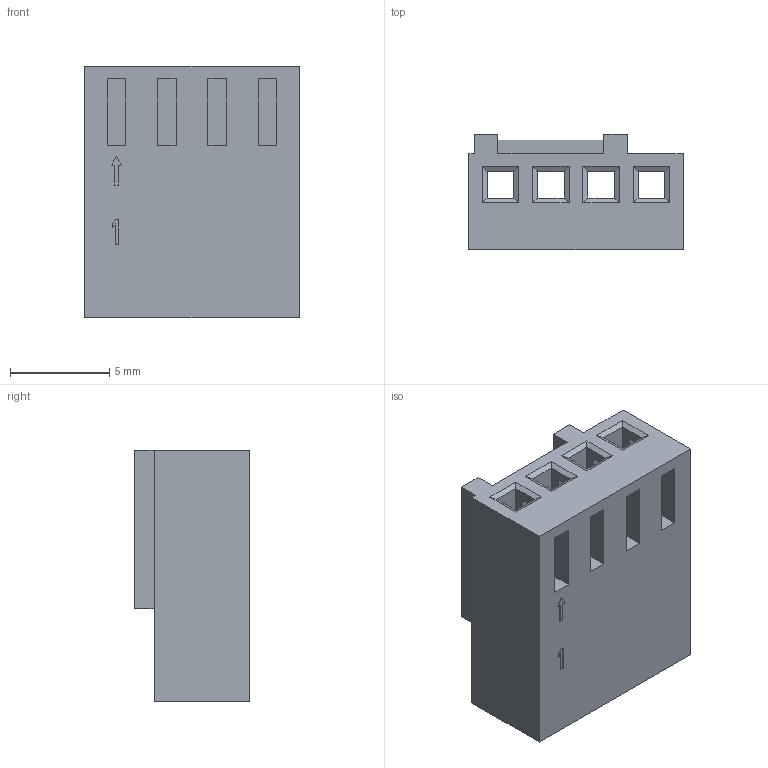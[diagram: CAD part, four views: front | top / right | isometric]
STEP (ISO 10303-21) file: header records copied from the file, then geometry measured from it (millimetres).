
FILE_DESCRIPTION((''),'2;1');
FILE_NAME('470541000','2014-02-27T',('me'),(''),'PRO/ENGINEER BY PARAMETRIC TECHNOLOGY CORPORATION, 2011490','PRO/ENGINEER BY PARAMETRIC TECHNOLOGY CORPORATION, 2011490','');
FILE_SCHEMA(('CONFIG_CONTROL_DESIGN'));
Length unit declared in the file: millimetre
Products named in the file (1): 470541000
Bounding box: 10.8 x 5.82 x 12.7 mm (x, y, z)
Volume: 402.8 mm3; surface area: 1071 mm2
Topology: 1 solids, 1 shells, 172 faces, 476 edges, 304 vertices
Faces by surface type: plane 172
Entity records: 5394 total; most frequent: CARTESIAN_POINT 953, ORIENTED_EDGE 952, DIRECTION 822, VECTOR 476, LINE 476, EDGE_CURVE 476, VERTEX_POINT 304, EDGE_LOOP 186
